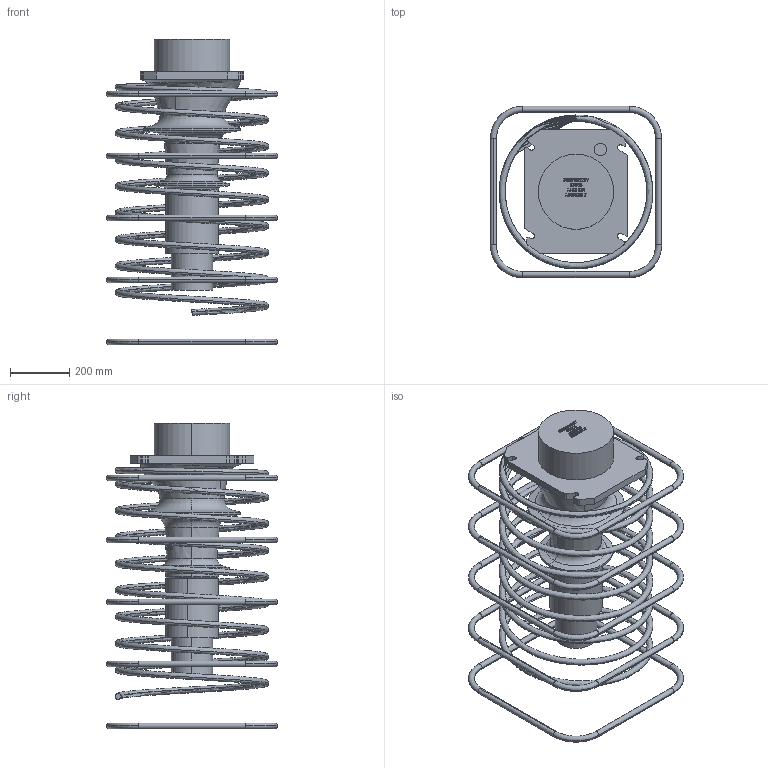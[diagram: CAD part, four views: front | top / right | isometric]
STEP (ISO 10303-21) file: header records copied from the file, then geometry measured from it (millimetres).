
FILE_DESCRIPTION (( 'STEP AP203' ), '1' );
FILE_NAME ('37c15 ANCHOR ASSEMBLY FOR CLIENTS.SLDPRT.STEP', '2018-02-27T03:39:12', ( '' ), ( '' ), 'SwSTEP 2.0', 'SolidWorks 2016', '' );
FILE_SCHEMA (( 'CONFIG_CONTROL_DESIGN' ));
Length unit declared in the file: millimetre
Products named in the file (1): 37c15 ANCHOR ASSEMBLY FOR CLIENTS.SLDPRT
Bounding box: 580 x 580 x 1036 mm (x, y, z)
Volume: 44392205 mm3; surface area: 3407651.1 mm2
Topology: 7 solids, 8 shells, 820 faces, 2198 edges, 1433 vertices
Faces by surface type: bspline 459, plane 203, cylinder 72, torus 54, cone 32
Entity records: 81045 total; most frequent: CARTESIAN_POINT 63780, ORIENTED_EDGE 4396, EDGE_CURVE 2198, DIRECTION 2085, VERTEX_POINT 1433, B_SPLINE_CURVE_WITH_KNOTS 1082, VECTOR 871, EDGE_LOOP 871
